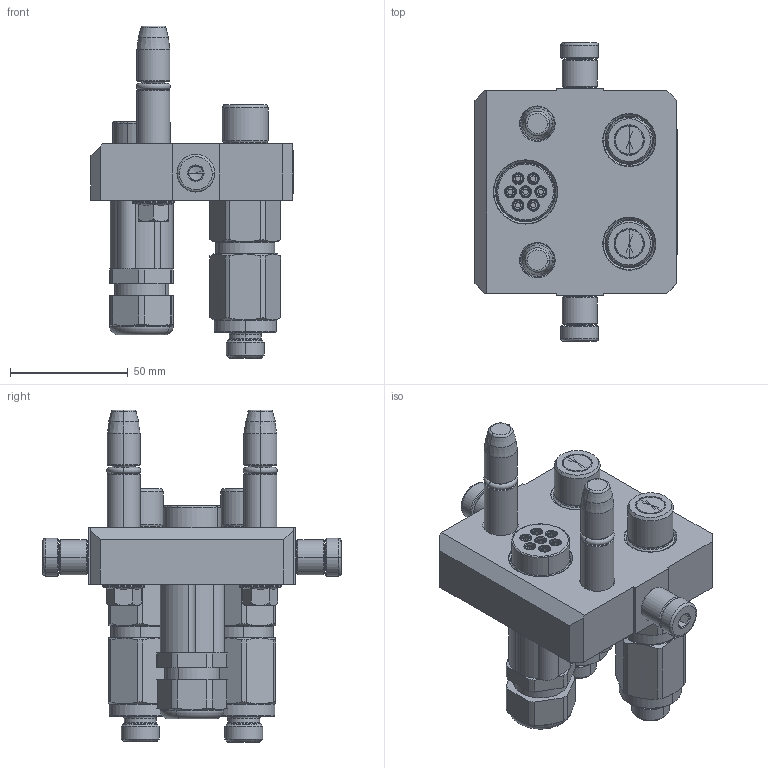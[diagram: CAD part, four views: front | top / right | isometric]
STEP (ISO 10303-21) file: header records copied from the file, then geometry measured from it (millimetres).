
FILE_DESCRIPTION (( 'STEP AP214' ), '1' );
FILE_NAME ('FASTER.step', '2021-02-08T09:14:45', ( '' ), ( '' ), 'SwSTEP 2.0', 'SolidWorks 2017', '' );
FILE_SCHEMA (( 'AUTOMOTIVE_DESIGN' ));
Length unit declared in the file: millimetre
Products named in the file (14): 4830_044_0000_000; et002; conn_7p_m; 4830_028_1000_011; P306_M_BASE; 3ffnp38-2_16m; 4830_021_0000_000; corspel08-7_m; FASTER; or2_62x9_19_m; 4830_013_3000_030; 1540_080_0008_000; 4820_010_0000_001
Assembly tree (21 placements, depth 3):
  FASTER
    P306_M_BASE
      4820_010_0000_001
      4830_021_0000_000  x2
      1540_080_0008_000  x2
      4830_013_3000_030  x2
      4830_028_1000_011  x2
      or2_62x9_19_m  x2
    conn_7p_m
      4830_044_0000_000  x3
      corspel08-7_m
    3ffnp38-2_16m  x2
      3ffnp38-2_16m
    et002
Bounding box: 85.8 x 126.6 x 141 mm (x, y, z)
Volume: 2873.9 mm3; surface area: 87106.1 mm2
Topology: 5 solids, 53 shells, 1893 faces, 4838 edges, 3102 vertices
Faces by surface type: plane 1104, cylinder 348, cone 293, torus 128, bspline 14, sphere 6
Entity records: 54224 total; most frequent: CARTESIAN_POINT 12333, ORIENTED_EDGE 7908, DIRECTION 7595, EDGE_CURVE 4014, LINE 2993, VECTOR 2993, VERTEX_POINT 2603, AXIS2_PLACEMENT_3D 2301
